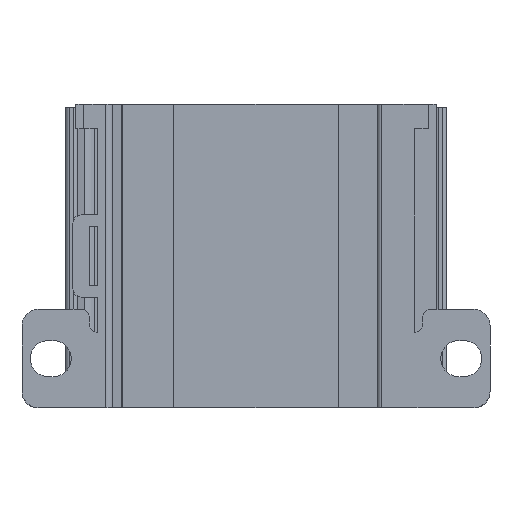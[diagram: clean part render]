
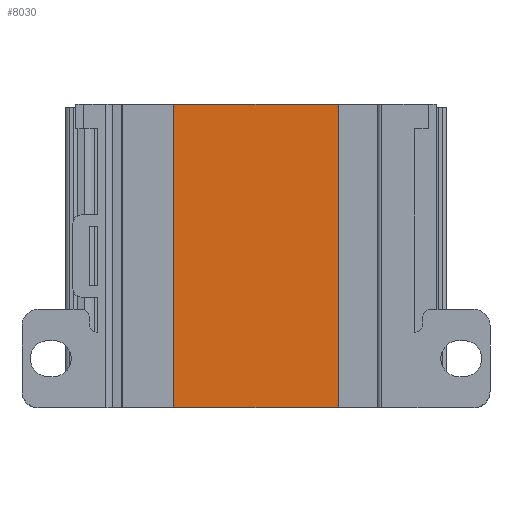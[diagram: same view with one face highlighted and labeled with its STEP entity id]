
A CAD part, front view. The second image highlights one B-rep face of the part: STEP entity #8030.
In plain terms, the highlighted planar face has unit normal (0, -1, 0).
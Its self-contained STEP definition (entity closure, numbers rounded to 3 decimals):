
#1900=DIRECTION('',(1.,0.,0.));
#1901=VECTOR('',#1900,20.);
#1902=CARTESIAN_POINT('',(-10.,-24.75,18.5));
#1903=LINE('',#1902,#1901);
#3092=DIRECTION('',(1.,0.,0.));
#3093=VECTOR('',#3092,20.);
#3094=CARTESIAN_POINT('',(-10.,-24.75,-18.483));
#3095=LINE('',#3094,#3093);
#3096=DIRECTION('',(0.,0.,1.));
#3097=VECTOR('',#3096,36.983);
#3098=CARTESIAN_POINT('',(-10.,-24.75,-18.483));
#3099=LINE('',#3098,#3097);
#3104=DIRECTION('',(0.,0.,1.));
#3105=VECTOR('',#3104,36.983);
#3106=CARTESIAN_POINT('',(10.,-24.75,-18.483));
#3107=LINE('',#3106,#3105);
#3342=CARTESIAN_POINT('',(-10.,-24.75,18.5));
#3343=VERTEX_POINT('',#3342);
#3344=CARTESIAN_POINT('',(10.,-24.75,18.5));
#3345=VERTEX_POINT('',#3344);
#3430=CARTESIAN_POINT('',(-10.,-24.75,-18.483));
#3431=VERTEX_POINT('',#3430);
#3432=CARTESIAN_POINT('',(10.,-24.75,-18.483));
#3433=VERTEX_POINT('',#3432);
#8018=CARTESIAN_POINT('',(-10.,-24.75,-18.5));
#8019=DIRECTION('',(0.,-1.,0.));
#8020=DIRECTION('',(1.,0.,0.));
#8021=AXIS2_PLACEMENT_3D('',#8018,#8019,#8020);
#8022=PLANE('',#8021);
#8023=ORIENTED_EDGE('',*,*,#6636,.F.);
#8024=ORIENTED_EDGE('',*,*,#8013,.T.);
#8025=ORIENTED_EDGE('',*,*,#6452,.T.);
#8027=ORIENTED_EDGE('',*,*,#8026,.F.);
#8028=EDGE_LOOP('',(#8023,#8024,#8025,#8027));
#8029=FACE_OUTER_BOUND('',#8028,.F.);
#6452=EDGE_CURVE('',#3343,#3345,#1903,.T.);
#6636=EDGE_CURVE('',#3431,#3433,#3095,.T.);
#8013=EDGE_CURVE('',#3431,#3343,#3099,.T.);
#8026=EDGE_CURVE('',#3433,#3345,#3107,.T.);
#8030=ADVANCED_FACE('',(#8029),#8022,.T.);
